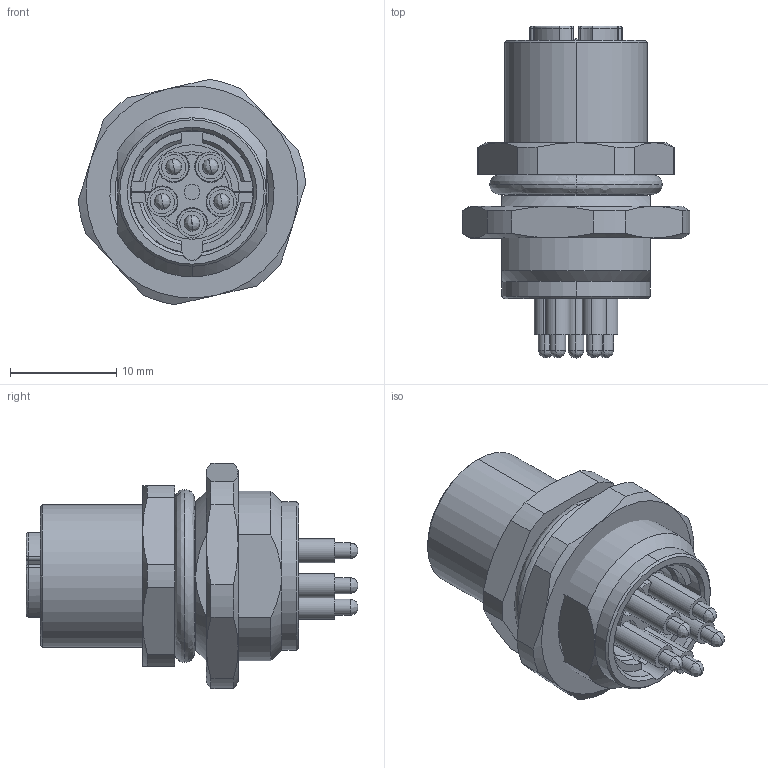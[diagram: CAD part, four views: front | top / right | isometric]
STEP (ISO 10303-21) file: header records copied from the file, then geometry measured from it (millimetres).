
FILE_DESCRIPTION (( 'STEP AP203' ), '1' );
FILE_NAME ('P231.STEP', '2020-04-01T02:21:08', ( 'edpusr' ), ( 'Microsoft' ), 'SwSTEP 2.0', 'SolidWorks 2015', '' );
FILE_SCHEMA (( 'CONFIG_CONTROL_DESIGN' ));
Length unit declared in the file: millimetre
Products named in the file (1): P231
Bounding box: 21.44 x 31.3 x 21.25 mm (x, y, z)
Surface area: 7311.7 mm2 (no closed solid volume)
Topology: 0 solids, 12 shells, 531 faces, 1291 edges, 819 vertices
Faces by surface type: cylinder 224, plane 168, cone 89, bspline 50
Entity records: 16504 total; most frequent: CARTESIAN_POINT 3844, DIRECTION 2789, ORIENTED_EDGE 2550, EDGE_CURVE 1281, AXIS2_PLACEMENT_3D 1148, VERTEX_POINT 819, CIRCLE 666, EDGE_LOOP 602
